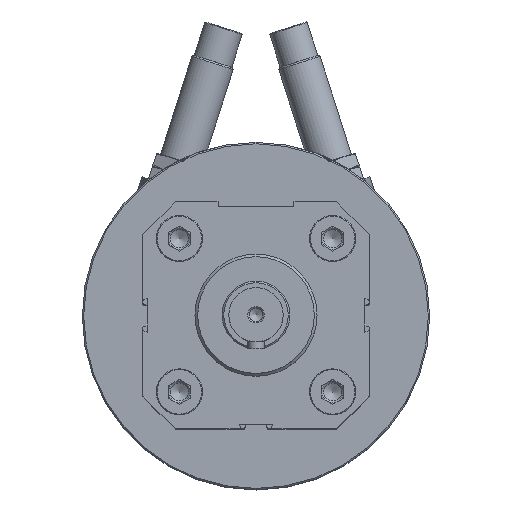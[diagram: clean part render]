
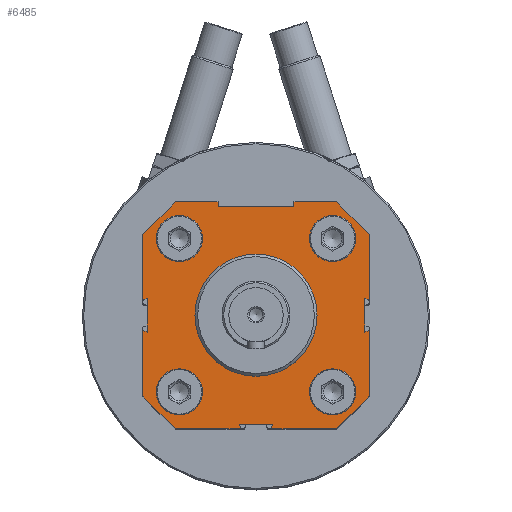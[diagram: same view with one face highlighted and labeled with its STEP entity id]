
A CAD part, top view. The second image highlights one B-rep face of the part: STEP entity #6485.
In plain terms, the highlighted face is planar.
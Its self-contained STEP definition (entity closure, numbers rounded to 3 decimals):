
#340=LINE('',#9945,#857);
#341=LINE('',#9948,#858);
#342=LINE('',#9950,#859);
#343=LINE('',#9952,#860);
#344=LINE('',#9954,#861);
#345=LINE('',#9956,#862);
#346=LINE('',#9958,#863);
#347=LINE('',#9960,#864);
#348=LINE('',#9962,#865);
#349=LINE('',#9964,#866);
#350=LINE('',#9966,#867);
#351=LINE('',#9968,#868);
#352=LINE('',#9970,#869);
#353=LINE('',#9972,#870);
#354=LINE('',#9974,#871);
#355=LINE('',#9976,#872);
#356=LINE('',#9978,#873);
#357=LINE('',#9980,#874);
#358=LINE('',#9982,#875);
#359=LINE('',#9984,#876);
#360=LINE('',#9986,#877);
#361=LINE('',#9988,#878);
#362=LINE('',#9990,#879);
#363=LINE('',#9992,#880);
#857=VECTOR('',#7834,1000.);
#858=VECTOR('',#7835,1000.);
#859=VECTOR('',#7836,1000.);
#860=VECTOR('',#7837,1000.);
#861=VECTOR('',#7838,1000.);
#862=VECTOR('',#7839,1000.);
#863=VECTOR('',#7840,1000.);
#864=VECTOR('',#7841,1000.);
#865=VECTOR('',#7842,1000.);
#866=VECTOR('',#7843,1000.);
#867=VECTOR('',#7844,1000.);
#868=VECTOR('',#7845,1000.);
#869=VECTOR('',#7846,1000.);
#870=VECTOR('',#7847,1000.);
#871=VECTOR('',#7848,1000.);
#872=VECTOR('',#7849,1000.);
#873=VECTOR('',#7850,1000.);
#874=VECTOR('',#7851,1000.);
#875=VECTOR('',#7852,1000.);
#876=VECTOR('',#7853,1000.);
#877=VECTOR('',#7854,1000.);
#878=VECTOR('',#7855,1000.);
#879=VECTOR('',#7856,1000.);
#880=VECTOR('',#7857,1000.);
#1374=ORIENTED_EDGE('',*,*,#3172,.F.);
#1375=ORIENTED_EDGE('',*,*,#3173,.F.);
#1376=ORIENTED_EDGE('',*,*,#3174,.F.);
#1377=ORIENTED_EDGE('',*,*,#3175,.F.);
#1378=ORIENTED_EDGE('',*,*,#3176,.F.);
#1379=ORIENTED_EDGE('',*,*,#3177,.F.);
#1380=ORIENTED_EDGE('',*,*,#3178,.F.);
#1381=ORIENTED_EDGE('',*,*,#3179,.F.);
#1382=ORIENTED_EDGE('',*,*,#3180,.F.);
#1383=ORIENTED_EDGE('',*,*,#3181,.F.);
#1384=ORIENTED_EDGE('',*,*,#3182,.F.);
#1385=ORIENTED_EDGE('',*,*,#3183,.F.);
#1386=ORIENTED_EDGE('',*,*,#3184,.F.);
#1387=ORIENTED_EDGE('',*,*,#3185,.F.);
#1388=ORIENTED_EDGE('',*,*,#3186,.F.);
#1389=ORIENTED_EDGE('',*,*,#3187,.F.);
#1390=ORIENTED_EDGE('',*,*,#3188,.F.);
#1391=ORIENTED_EDGE('',*,*,#3189,.F.);
#1392=ORIENTED_EDGE('',*,*,#3190,.F.);
#1393=ORIENTED_EDGE('',*,*,#3191,.F.);
#1394=ORIENTED_EDGE('',*,*,#3192,.F.);
#1395=ORIENTED_EDGE('',*,*,#3193,.F.);
#1396=ORIENTED_EDGE('',*,*,#3194,.F.);
#1397=ORIENTED_EDGE('',*,*,#3195,.F.);
#1398=ORIENTED_EDGE('',*,*,#3196,.F.);
#1399=ORIENTED_EDGE('',*,*,#3197,.F.);
#1400=ORIENTED_EDGE('',*,*,#3198,.F.);
#1401=ORIENTED_EDGE('',*,*,#3199,.F.);
#1402=ORIENTED_EDGE('',*,*,#3200,.F.);
#3172=EDGE_CURVE('',#4071,#4071,#4711,.T.);
#3173=EDGE_CURVE('',#4072,#4072,#4712,.T.);
#3174=EDGE_CURVE('',#4073,#4073,#4713,.F.);
#3175=EDGE_CURVE('',#4074,#4075,#340,.T.);
#3176=EDGE_CURVE('',#4076,#4074,#341,.T.);
#3177=EDGE_CURVE('',#4077,#4076,#342,.T.);
#3178=EDGE_CURVE('',#4078,#4077,#343,.T.);
#3179=EDGE_CURVE('',#4079,#4078,#344,.T.);
#3180=EDGE_CURVE('',#4080,#4079,#345,.T.);
#3181=EDGE_CURVE('',#4081,#4080,#346,.T.);
#3182=EDGE_CURVE('',#4082,#4081,#347,.T.);
#3183=EDGE_CURVE('',#4083,#4082,#348,.T.);
#3184=EDGE_CURVE('',#4084,#4083,#349,.T.);
#3185=EDGE_CURVE('',#4085,#4084,#350,.T.);
#3186=EDGE_CURVE('',#4086,#4085,#351,.T.);
#3187=EDGE_CURVE('',#4087,#4086,#352,.T.);
#3188=EDGE_CURVE('',#4088,#4087,#353,.T.);
#3189=EDGE_CURVE('',#4089,#4088,#354,.T.);
#3190=EDGE_CURVE('',#4090,#4089,#355,.T.);
#3191=EDGE_CURVE('',#4091,#4090,#356,.T.);
#3192=EDGE_CURVE('',#4092,#4091,#357,.T.);
#3193=EDGE_CURVE('',#4093,#4092,#358,.T.);
#3194=EDGE_CURVE('',#4094,#4093,#359,.T.);
#3195=EDGE_CURVE('',#4095,#4094,#360,.T.);
#3196=EDGE_CURVE('',#4096,#4095,#361,.T.);
#3197=EDGE_CURVE('',#4097,#4096,#362,.T.);
#3198=EDGE_CURVE('',#4075,#4097,#363,.T.);
#3199=EDGE_CURVE('',#4098,#4098,#4714,.T.);
#3200=EDGE_CURVE('',#4099,#4099,#4715,.T.);
#4071=VERTEX_POINT('',#9940);
#4072=VERTEX_POINT('',#9942);
#4073=VERTEX_POINT('',#9944);
#4074=VERTEX_POINT('',#9946);
#4075=VERTEX_POINT('',#9947);
#4076=VERTEX_POINT('',#9949);
#4077=VERTEX_POINT('',#9951);
#4078=VERTEX_POINT('',#9953);
#4079=VERTEX_POINT('',#9955);
#4080=VERTEX_POINT('',#9957);
#4081=VERTEX_POINT('',#9959);
#4082=VERTEX_POINT('',#9961);
#4083=VERTEX_POINT('',#9963);
#4084=VERTEX_POINT('',#9965);
#4085=VERTEX_POINT('',#9967);
#4086=VERTEX_POINT('',#9969);
#4087=VERTEX_POINT('',#9971);
#4088=VERTEX_POINT('',#9973);
#4089=VERTEX_POINT('',#9975);
#4090=VERTEX_POINT('',#9977);
#4091=VERTEX_POINT('',#9979);
#4092=VERTEX_POINT('',#9981);
#4093=VERTEX_POINT('',#9983);
#4094=VERTEX_POINT('',#9985);
#4095=VERTEX_POINT('',#9987);
#4096=VERTEX_POINT('',#9989);
#4097=VERTEX_POINT('',#9991);
#4098=VERTEX_POINT('',#9994);
#4099=VERTEX_POINT('',#9996);
#4711=CIRCLE('',#7028,8.5);
#4712=CIRCLE('',#7029,8.5);
#4713=CIRCLE('',#7030,22.5);
#4714=CIRCLE('',#7031,8.5);
#4715=CIRCLE('',#7032,8.5);
#5065=EDGE_LOOP('',(#1374));
#5066=EDGE_LOOP('',(#1375));
#5067=EDGE_LOOP('',(#1376));
#5068=EDGE_LOOP('',(#1377,#1378,#1379,#1380,#1381,#1382,#1383,#1384,#1385,
#1386,#1387,#1388,#1389,#1390,#1391,#1392,#1393,#1394,#1395,#1396,#1397,
#1398,#1399,#1400));
#5069=EDGE_LOOP('',(#1401));
#5070=EDGE_LOOP('',(#1402));
#5658=FACE_BOUND('',#5065,.T.);
#5659=FACE_BOUND('',#5066,.T.);
#5660=FACE_BOUND('',#5067,.T.);
#5661=FACE_BOUND('',#5068,.T.);
#5662=FACE_BOUND('',#5069,.T.);
#5663=FACE_BOUND('',#5070,.T.);
#6259=PLANE('',#7027);
#6485=ADVANCED_FACE('',(#5658,#5659,#5660,#5661,#5662,#5663),#6259,.F.);
#7027=AXIS2_PLACEMENT_3D('',#9938,#7826,#7827);
#7028=AXIS2_PLACEMENT_3D('',#9939,#7828,#7829);
#7029=AXIS2_PLACEMENT_3D('',#9941,#7830,#7831);
#7030=AXIS2_PLACEMENT_3D('',#9943,#7832,#7833);
#7031=AXIS2_PLACEMENT_3D('',#9993,#7858,#7859);
#7032=AXIS2_PLACEMENT_3D('',#9995,#7860,#7861);
#7826=DIRECTION('',(1.,0.,0.));
#7827=DIRECTION('',(0.,0.,-1.));
#7828=DIRECTION('',(-1.,0.,0.));
#7829=DIRECTION('',(0.,0.,1.));
#7830=DIRECTION('',(-1.,0.,0.));
#7831=DIRECTION('',(0.,0.,1.));
#7832=DIRECTION('',(1.,0.,0.));
#7833=DIRECTION('',(0.,0.,-1.));
#7834=DIRECTION('',(0.,-1.,0.));
#7835=DIRECTION('',(0.,0.429,0.903));
#7836=DIRECTION('',(0.,-1.,0.));
#7837=DIRECTION('',(0.,0.429,-0.903));
#7838=DIRECTION('',(0.,-1.,0.));
#7839=DIRECTION('',(0.,-0.707,0.707));
#7840=DIRECTION('',(0.,0.,1.));
#7841=DIRECTION('',(0.,0.996,0.087));
#7842=DIRECTION('',(0.,0.,1.));
#7843=DIRECTION('',(0.,-0.996,0.087));
#7844=DIRECTION('',(0.,0.,1.));
#7845=DIRECTION('',(0.,0.707,0.707));
#7846=DIRECTION('',(0.,1.,0.));
#7847=DIRECTION('',(0.,-0.429,-0.903));
#7848=DIRECTION('',(0.,1.,0.));
#7849=DIRECTION('',(0.,-0.429,0.903));
#7850=DIRECTION('',(0.,1.,0.));
#7851=DIRECTION('',(0.,0.707,-0.707));
#7852=DIRECTION('',(0.,0.,-1.));
#7853=DIRECTION('',(0.,-0.903,0.429));
#7854=DIRECTION('',(0.,0.,-1.));
#7855=DIRECTION('',(0.,0.903,0.429));
#7856=DIRECTION('',(0.,0.,-1.));
#7857=DIRECTION('',(0.,-0.707,-0.707));
#7858=DIRECTION('',(-1.,0.,0.));
#7859=DIRECTION('',(0.,0.,1.));
#7860=DIRECTION('',(-1.,0.,0.));
#7861=DIRECTION('',(0.,0.,1.));
#9938=CARTESIAN_POINT('',(-297.5,0.,0.));
#9939=CARTESIAN_POINT('',(-297.5,-28.25,28.25));
#9940=CARTESIAN_POINT('',(-297.5,-28.25,36.75));
#9941=CARTESIAN_POINT('',(-297.5,28.25,-28.25));
#9942=CARTESIAN_POINT('',(-297.5,28.25,-19.75));
#9943=CARTESIAN_POINT('',(-297.5,0.,0.));
#9944=CARTESIAN_POINT('',(-297.5,0.,-22.5));
#9945=CARTESIAN_POINT('',(-297.5,-5.469,41.75));
#9946=CARTESIAN_POINT('',(-297.5,-5.469,41.75));
#9947=CARTESIAN_POINT('',(-297.5,-29.75,41.75));
#9948=CARTESIAN_POINT('',(-297.5,-6.263,40.08));
#9949=CARTESIAN_POINT('',(-297.5,-6.263,40.08));
#9950=CARTESIAN_POINT('',(-297.5,6.263,40.08));
#9951=CARTESIAN_POINT('',(-297.5,6.263,40.08));
#9952=CARTESIAN_POINT('',(-297.5,5.469,41.75));
#9953=CARTESIAN_POINT('',(-297.5,5.469,41.75));
#9954=CARTESIAN_POINT('',(-297.5,29.75,41.75));
#9955=CARTESIAN_POINT('',(-297.5,29.75,41.75));
#9956=CARTESIAN_POINT('',(-297.5,41.75,29.75));
#9957=CARTESIAN_POINT('',(-297.5,41.75,29.75));
#9958=CARTESIAN_POINT('',(-297.5,41.75,14.));
#9959=CARTESIAN_POINT('',(-297.5,41.75,14.));
#9960=CARTESIAN_POINT('',(-297.5,40.247,13.869));
#9961=CARTESIAN_POINT('',(-297.5,40.247,13.869));
#9962=CARTESIAN_POINT('',(-297.5,40.247,-13.869));
#9963=CARTESIAN_POINT('',(-297.5,40.247,-13.869));
#9964=CARTESIAN_POINT('',(-297.5,41.75,-14.));
#9965=CARTESIAN_POINT('',(-297.5,41.75,-14.));
#9966=CARTESIAN_POINT('',(-297.5,41.75,-29.75));
#9967=CARTESIAN_POINT('',(-297.5,41.75,-29.75));
#9968=CARTESIAN_POINT('',(-297.5,29.75,-41.75));
#9969=CARTESIAN_POINT('',(-297.5,29.75,-41.75));
#9970=CARTESIAN_POINT('',(-297.5,5.469,-41.75));
#9971=CARTESIAN_POINT('',(-297.5,5.469,-41.75));
#9972=CARTESIAN_POINT('',(-297.5,6.262,-40.08));
#9973=CARTESIAN_POINT('',(-297.5,6.262,-40.08));
#9974=CARTESIAN_POINT('',(-297.5,-6.263,-40.08));
#9975=CARTESIAN_POINT('',(-297.5,-6.263,-40.08));
#9976=CARTESIAN_POINT('',(-297.5,-5.469,-41.75));
#9977=CARTESIAN_POINT('',(-297.5,-5.469,-41.75));
#9978=CARTESIAN_POINT('',(-297.5,-29.75,-41.75));
#9979=CARTESIAN_POINT('',(-297.5,-29.75,-41.75));
#9980=CARTESIAN_POINT('',(-297.5,-41.75,-29.75));
#9981=CARTESIAN_POINT('',(-297.5,-41.75,-29.75));
#9982=CARTESIAN_POINT('',(-297.5,-41.75,-5.469));
#9983=CARTESIAN_POINT('',(-297.5,-41.75,-5.469));
#9984=CARTESIAN_POINT('',(-297.5,-40.08,-6.263));
#9985=CARTESIAN_POINT('',(-297.5,-40.08,-6.263));
#9986=CARTESIAN_POINT('',(-297.5,-40.08,6.263));
#9987=CARTESIAN_POINT('',(-297.5,-40.08,6.263));
#9988=CARTESIAN_POINT('',(-297.5,-41.75,5.469));
#9989=CARTESIAN_POINT('',(-297.5,-41.75,5.469));
#9990=CARTESIAN_POINT('',(-297.5,-41.75,29.75));
#9991=CARTESIAN_POINT('',(-297.5,-41.75,29.75));
#9992=CARTESIAN_POINT('',(-297.5,-29.75,41.75));
#9993=CARTESIAN_POINT('',(-297.5,-28.25,-28.25));
#9994=CARTESIAN_POINT('',(-297.5,-28.25,-19.75));
#9995=CARTESIAN_POINT('',(-297.5,28.25,28.25));
#9996=CARTESIAN_POINT('',(-297.5,28.25,36.75));
